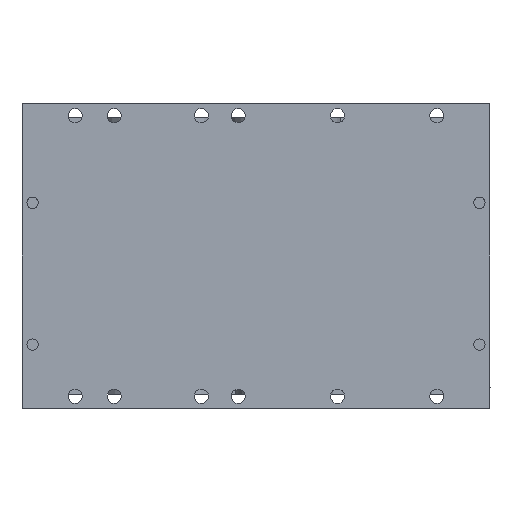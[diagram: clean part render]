
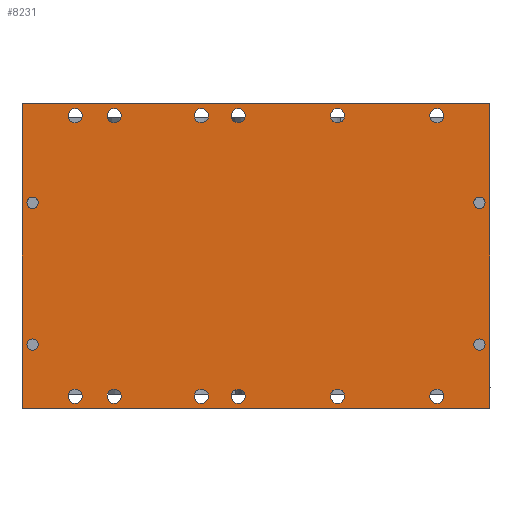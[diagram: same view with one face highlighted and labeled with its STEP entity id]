
A CAD part, front view. The second image highlights one B-rep face of the part: STEP entity #8231.
In plain terms, the highlighted planar face has unit normal (0, -1, 0).
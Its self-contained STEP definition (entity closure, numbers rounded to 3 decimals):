
#240=FACE_BOUND('',#1241,.T.);
#241=FACE_BOUND('',#1242,.T.);
#242=FACE_BOUND('',#1243,.T.);
#243=FACE_BOUND('',#1244,.T.);
#244=FACE_BOUND('',#1245,.T.);
#245=FACE_BOUND('',#1246,.T.);
#246=FACE_BOUND('',#1247,.T.);
#247=FACE_BOUND('',#1248,.T.);
#248=FACE_BOUND('',#1249,.T.);
#249=FACE_BOUND('',#1250,.T.);
#250=FACE_BOUND('',#1251,.T.);
#251=FACE_BOUND('',#1252,.T.);
#252=FACE_BOUND('',#1253,.T.);
#253=FACE_BOUND('',#1254,.T.);
#254=FACE_BOUND('',#1255,.T.);
#255=FACE_BOUND('',#1256,.T.);
#380=PLANE('',#8985);
#677=FACE_OUTER_BOUND('',#1240,.T.);
#1240=EDGE_LOOP('',(#6280,#6281,#6282,#6283));
#1241=EDGE_LOOP('',(#6284));
#1242=EDGE_LOOP('',(#6285));
#1243=EDGE_LOOP('',(#6286));
#1244=EDGE_LOOP('',(#6287));
#1245=EDGE_LOOP('',(#6288));
#1246=EDGE_LOOP('',(#6289));
#1247=EDGE_LOOP('',(#6290));
#1248=EDGE_LOOP('',(#6291));
#1249=EDGE_LOOP('',(#6292));
#1250=EDGE_LOOP('',(#6293));
#1251=EDGE_LOOP('',(#6294));
#1252=EDGE_LOOP('',(#6295));
#1253=EDGE_LOOP('',(#6296));
#1254=EDGE_LOOP('',(#6297));
#1255=EDGE_LOOP('',(#6298));
#1256=EDGE_LOOP('',(#6299));
#2117=LINE('',#13845,#2820);
#2118=LINE('',#13847,#2821);
#2119=LINE('',#13849,#2822);
#2120=LINE('',#13850,#2823);
#2820=VECTOR('',#10814,10.);
#2821=VECTOR('',#10815,10.);
#2822=VECTOR('',#10816,10.);
#2823=VECTOR('',#10817,10.);
#3044=CIRCLE('',#8593,8.);
#3046=CIRCLE('',#8596,8.);
#3048=CIRCLE('',#8599,8.);
#3050=CIRCLE('',#8602,8.);
#3052=CIRCLE('',#8605,10.);
#3054=CIRCLE('',#8608,10.);
#3056=CIRCLE('',#8611,10.);
#3058=CIRCLE('',#8614,10.);
#3060=CIRCLE('',#8617,10.);
#3062=CIRCLE('',#8620,10.);
#3064=CIRCLE('',#8623,10.);
#3066=CIRCLE('',#8626,10.);
#3068=CIRCLE('',#8629,10.);
#3070=CIRCLE('',#8632,10.);
#3072=CIRCLE('',#8635,10.);
#3074=CIRCLE('',#8638,10.);
#3415=VERTEX_POINT('',#12153);
#3417=VERTEX_POINT('',#12159);
#3419=VERTEX_POINT('',#12165);
#3421=VERTEX_POINT('',#12171);
#3423=VERTEX_POINT('',#12177);
#3425=VERTEX_POINT('',#12183);
#3427=VERTEX_POINT('',#12189);
#3429=VERTEX_POINT('',#12195);
#3431=VERTEX_POINT('',#12201);
#3433=VERTEX_POINT('',#12207);
#3435=VERTEX_POINT('',#12213);
#3437=VERTEX_POINT('',#12219);
#3439=VERTEX_POINT('',#12225);
#3441=VERTEX_POINT('',#12231);
#3443=VERTEX_POINT('',#12237);
#3445=VERTEX_POINT('',#12243);
#4012=VERTEX_POINT('',#13843);
#4013=VERTEX_POINT('',#13844);
#4014=VERTEX_POINT('',#13846);
#4015=VERTEX_POINT('',#13848);
#4165=EDGE_CURVE('',#3415,#3415,#3044,.T.);
#4168=EDGE_CURVE('',#3417,#3417,#3046,.T.);
#4171=EDGE_CURVE('',#3419,#3419,#3048,.T.);
#4174=EDGE_CURVE('',#3421,#3421,#3050,.T.);
#4177=EDGE_CURVE('',#3423,#3423,#3052,.T.);
#4180=EDGE_CURVE('',#3425,#3425,#3054,.T.);
#4183=EDGE_CURVE('',#3427,#3427,#3056,.T.);
#4186=EDGE_CURVE('',#3429,#3429,#3058,.T.);
#4189=EDGE_CURVE('',#3431,#3431,#3060,.T.);
#4192=EDGE_CURVE('',#3433,#3433,#3062,.T.);
#4195=EDGE_CURVE('',#3435,#3435,#3064,.T.);
#4198=EDGE_CURVE('',#3437,#3437,#3066,.T.);
#4201=EDGE_CURVE('',#3439,#3439,#3068,.T.);
#4204=EDGE_CURVE('',#3441,#3441,#3070,.T.);
#4207=EDGE_CURVE('',#3443,#3443,#3072,.T.);
#4210=EDGE_CURVE('',#3445,#3445,#3074,.T.);
#4889=EDGE_CURVE('',#4012,#4013,#2117,.T.);
#4890=EDGE_CURVE('',#4012,#4014,#2118,.T.);
#4891=EDGE_CURVE('',#4015,#4014,#2119,.T.);
#4892=EDGE_CURVE('',#4013,#4015,#2120,.T.);
#6280=ORIENTED_EDGE('',*,*,#4889,.F.);
#6281=ORIENTED_EDGE('',*,*,#4890,.T.);
#6282=ORIENTED_EDGE('',*,*,#4891,.F.);
#6283=ORIENTED_EDGE('',*,*,#4892,.F.);
#6284=ORIENTED_EDGE('',*,*,#4165,.F.);
#6285=ORIENTED_EDGE('',*,*,#4168,.T.);
#6286=ORIENTED_EDGE('',*,*,#4171,.F.);
#6287=ORIENTED_EDGE('',*,*,#4174,.T.);
#6288=ORIENTED_EDGE('',*,*,#4177,.F.);
#6289=ORIENTED_EDGE('',*,*,#4180,.F.);
#6290=ORIENTED_EDGE('',*,*,#4183,.F.);
#6291=ORIENTED_EDGE('',*,*,#4186,.F.);
#6292=ORIENTED_EDGE('',*,*,#4189,.F.);
#6293=ORIENTED_EDGE('',*,*,#4192,.F.);
#6294=ORIENTED_EDGE('',*,*,#4195,.T.);
#6295=ORIENTED_EDGE('',*,*,#4198,.T.);
#6296=ORIENTED_EDGE('',*,*,#4201,.T.);
#6297=ORIENTED_EDGE('',*,*,#4204,.T.);
#6298=ORIENTED_EDGE('',*,*,#4207,.T.);
#6299=ORIENTED_EDGE('',*,*,#4210,.T.);
#8231=ADVANCED_FACE('',(#677,#240,#241,#242,#243,#244,#245,#246,#247,#248,
#249,#250,#251,#252,#253,#254,#255),#380,.T.);
#8593=AXIS2_PLACEMENT_3D('',#12155,#9549,#9550);
#8596=AXIS2_PLACEMENT_3D('',#12161,#9556,#9557);
#8599=AXIS2_PLACEMENT_3D('',#12167,#9563,#9564);
#8602=AXIS2_PLACEMENT_3D('',#12173,#9570,#9571);
#8605=AXIS2_PLACEMENT_3D('',#12179,#9577,#9578);
#8608=AXIS2_PLACEMENT_3D('',#12185,#9584,#9585);
#8611=AXIS2_PLACEMENT_3D('',#12191,#9591,#9592);
#8614=AXIS2_PLACEMENT_3D('',#12197,#9598,#9599);
#8617=AXIS2_PLACEMENT_3D('',#12203,#9605,#9606);
#8620=AXIS2_PLACEMENT_3D('',#12209,#9612,#9613);
#8623=AXIS2_PLACEMENT_3D('',#12215,#9619,#9620);
#8626=AXIS2_PLACEMENT_3D('',#12221,#9626,#9627);
#8629=AXIS2_PLACEMENT_3D('',#12227,#9633,#9634);
#8632=AXIS2_PLACEMENT_3D('',#12233,#9640,#9641);
#8635=AXIS2_PLACEMENT_3D('',#12239,#9647,#9648);
#8638=AXIS2_PLACEMENT_3D('',#12245,#9654,#9655);
#8985=AXIS2_PLACEMENT_3D('',#13842,#10812,#10813);
#9549=DIRECTION('center_axis',(0.,-1.,0.));
#9550=DIRECTION('ref_axis',(0.,0.,-1.));
#9556=DIRECTION('center_axis',(0.,1.,0.));
#9557=DIRECTION('ref_axis',(0.,0.,-1.));
#9563=DIRECTION('center_axis',(0.,-1.,0.));
#9564=DIRECTION('ref_axis',(0.,0.,-1.));
#9570=DIRECTION('center_axis',(0.,1.,0.));
#9571=DIRECTION('ref_axis',(0.,0.,-1.));
#9577=DIRECTION('center_axis',(0.,-1.,0.));
#9578=DIRECTION('ref_axis',(0.,0.,-1.));
#9584=DIRECTION('center_axis',(0.,-1.,0.));
#9585=DIRECTION('ref_axis',(0.,0.,-1.));
#9591=DIRECTION('center_axis',(0.,-1.,0.));
#9592=DIRECTION('ref_axis',(0.,0.,-1.));
#9598=DIRECTION('center_axis',(0.,-1.,0.));
#9599=DIRECTION('ref_axis',(0.,0.,-1.));
#9605=DIRECTION('center_axis',(0.,-1.,0.));
#9606=DIRECTION('ref_axis',(0.,0.,-1.));
#9612=DIRECTION('center_axis',(0.,-1.,0.));
#9613=DIRECTION('ref_axis',(0.,0.,-1.));
#9619=DIRECTION('center_axis',(0.,1.,0.));
#9620=DIRECTION('ref_axis',(0.,0.,-1.));
#9626=DIRECTION('center_axis',(0.,1.,0.));
#9627=DIRECTION('ref_axis',(0.,0.,-1.));
#9633=DIRECTION('center_axis',(0.,1.,0.));
#9634=DIRECTION('ref_axis',(0.,0.,-1.));
#9640=DIRECTION('center_axis',(0.,1.,0.));
#9641=DIRECTION('ref_axis',(0.,0.,-1.));
#9647=DIRECTION('center_axis',(0.,1.,0.));
#9648=DIRECTION('ref_axis',(0.,0.,-1.));
#9654=DIRECTION('center_axis',(0.,1.,0.));
#9655=DIRECTION('ref_axis',(0.,0.,-1.));
#10812=DIRECTION('center_axis',(0.,-1.,0.));
#10813=DIRECTION('ref_axis',(0.,0.,-1.));
#10814=DIRECTION('',(1.,0.,0.));
#10815=DIRECTION('',(0.,0.,-1.));
#10816=DIRECTION('',(-1.,0.,0.));
#10817=DIRECTION('',(0.,0.,-1.));
#12153=CARTESIAN_POINT('',(315.,0.,83.));
#12155=CARTESIAN_POINT('Origin',(315.,0.,75.));
#12159=CARTESIAN_POINT('',(315.,0.,-117.));
#12161=CARTESIAN_POINT('Origin',(315.,0.,-125.));
#12165=CARTESIAN_POINT('',(-315.,0.,-117.));
#12167=CARTESIAN_POINT('Origin',(-315.,0.,-125.));
#12171=CARTESIAN_POINT('',(-315.,0.,83.));
#12173=CARTESIAN_POINT('Origin',(-315.,0.,75.));
#12177=CARTESIAN_POINT('',(-255.,0.,-188.));
#12179=CARTESIAN_POINT('Origin',(-255.,0.,-198.));
#12183=CARTESIAN_POINT('',(-200.,0.,-188.));
#12185=CARTESIAN_POINT('Origin',(-200.,0.,-198.));
#12189=CARTESIAN_POINT('',(-77.,0.,-188.));
#12191=CARTESIAN_POINT('Origin',(-77.,0.,-198.));
#12195=CARTESIAN_POINT('',(-25.,0.,-188.));
#12197=CARTESIAN_POINT('Origin',(-25.,0.,-198.));
#12201=CARTESIAN_POINT('',(115.,0.,-188.));
#12203=CARTESIAN_POINT('Origin',(115.,0.,-198.));
#12207=CARTESIAN_POINT('',(255.,0.,-188.));
#12209=CARTESIAN_POINT('Origin',(255.,0.,-198.));
#12213=CARTESIAN_POINT('',(-200.,0.,208.));
#12215=CARTESIAN_POINT('Origin',(-200.,0.,198.));
#12219=CARTESIAN_POINT('',(-77.,0.,208.));
#12221=CARTESIAN_POINT('Origin',(-77.,0.,198.));
#12225=CARTESIAN_POINT('',(-25.,0.,208.));
#12227=CARTESIAN_POINT('Origin',(-25.,0.,198.));
#12231=CARTESIAN_POINT('',(115.,0.,208.));
#12233=CARTESIAN_POINT('Origin',(115.,0.,198.));
#12237=CARTESIAN_POINT('',(255.,0.,208.));
#12239=CARTESIAN_POINT('Origin',(255.,0.,198.));
#12243=CARTESIAN_POINT('',(-255.,0.,208.));
#12245=CARTESIAN_POINT('Origin',(-255.,0.,198.));
#13842=CARTESIAN_POINT('Origin',(-330.001,0.,0.));
#13843=CARTESIAN_POINT('',(-330.,0.,215.));
#13844=CARTESIAN_POINT('',(330.,0.,215.));
#13845=CARTESIAN_POINT('',(-330.,0.,215.));
#13846=CARTESIAN_POINT('',(-330.,0.,-215.));
#13847=CARTESIAN_POINT('',(-330.,0.,215.));
#13848=CARTESIAN_POINT('',(330.,0.,-215.));
#13849=CARTESIAN_POINT('',(330.,0.,-215.));
#13850=CARTESIAN_POINT('',(330.,0.,215.));
